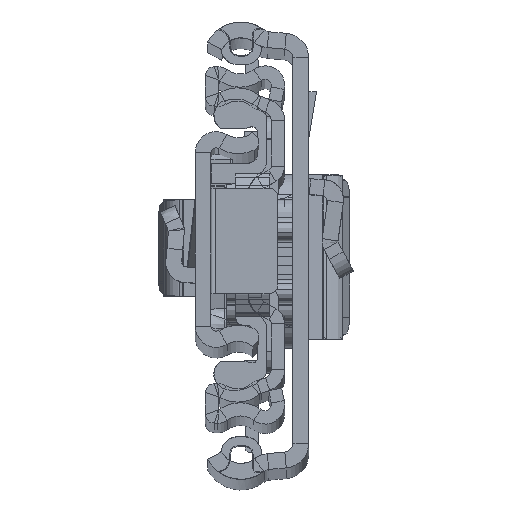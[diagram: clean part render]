
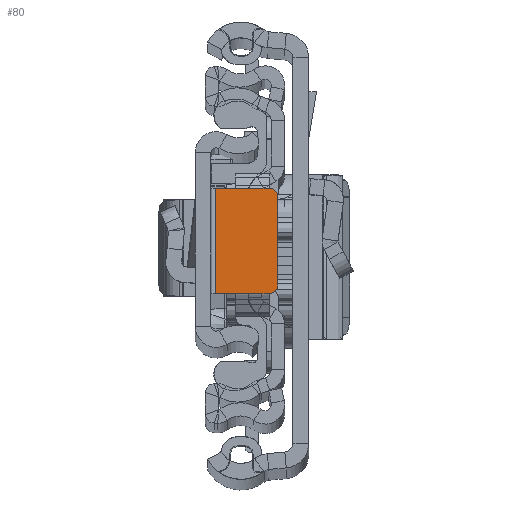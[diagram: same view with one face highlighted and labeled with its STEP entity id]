
A CAD part, top view. The second image highlights one B-rep face of the part: STEP entity #80.
In plain terms, the highlighted planar face has unit normal (0, 0, 1).
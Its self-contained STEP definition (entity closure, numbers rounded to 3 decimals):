
#16 = AXIS2_PLACEMENT_3D ( 'NONE', #26737, #15181, #29141 ) ;
#80 = ADVANCED_FACE ( 'NONE', ( #17884 ), #29244, .T. ) ;
#1368 = DIRECTION ( 'NONE',  ( 1., 0., 0. ) ) ;
#2574 = DIRECTION ( 'NONE',  ( 1., 0., 0. ) ) ;
#3262 = CARTESIAN_POINT ( 'NONE',  ( -8.4, 6.151, -6.8 ) ) ;
#3446 = AXIS2_PLACEMENT_3D ( 'NONE', #8723, #24852, #1368 ) ;
#3884 = CARTESIAN_POINT ( 'NONE',  ( -9.4, -4.849, -6.8 ) ) ;
#4226 = CARTESIAN_POINT ( 'NONE',  ( -9.4, 6.151, -6.8 ) ) ;
#4278 = VERTEX_POINT ( 'NONE', #9850 ) ;
#4349 = VECTOR ( 'NONE', #16530, 1000. ) ;
#4553 = CARTESIAN_POINT ( 'NONE',  ( -9.4, -5.849, -6.8 ) ) ;
#4671 = CARTESIAN_POINT ( 'NONE',  ( -2.3, 6.151, -6.8 ) ) ;
#5649 = DIRECTION ( 'NONE',  ( 0., -1., 0. ) ) ;
#5788 = CARTESIAN_POINT ( 'NONE',  ( -2.3, 6.151, -6.8 ) ) ;
#8723 = CARTESIAN_POINT ( 'NONE',  ( 0., 0., -6.8 ) ) ;
#9334 = VERTEX_POINT ( 'NONE', #3262 ) ;
#9672 = CIRCLE ( 'NONE', #16, 1. ) ;
#9788 = EDGE_CURVE ( 'NONE', #26934, #28432, #29705, .T. ) ;
#9850 = CARTESIAN_POINT ( 'NONE',  ( -8.4, -5.849, -6.8 ) ) ;
#10209 = LINE ( 'NONE', #5788, #15585 ) ;
#10620 = VECTOR ( 'NONE', #2574, 1000. ) ;
#10828 = EDGE_CURVE ( 'NONE', #26934, #4278, #9672, .T. ) ;
#11057 = EDGE_CURVE ( 'NONE', #15278, #4278, #14088, .T. ) ;
#11865 = ORIENTED_EDGE ( 'NONE', *, *, #19763, .T. ) ;
#13129 = ORIENTED_EDGE ( 'NONE', *, *, #11057, .F. ) ;
#14088 = LINE ( 'NONE', #4553, #4349 ) ;
#14458 = ORIENTED_EDGE ( 'NONE', *, *, #9788, .F. ) ;
#14538 = EDGE_CURVE ( 'NONE', #27875, #15278, #10209, .T. ) ;
#15025 = EDGE_LOOP ( 'NONE', ( #14458, #21958, #13129, #18060, #19654, #11865 ) ) ;
#15181 = DIRECTION ( 'NONE',  ( 0., 0., 1. ) ) ;
#15278 = VERTEX_POINT ( 'NONE', #28499 ) ;
#15502 = CARTESIAN_POINT ( 'NONE',  ( -9.4, 5.151, -6.8 ) ) ;
#15585 = VECTOR ( 'NONE', #5649, 1000. ) ;
#15827 = VECTOR ( 'NONE', #23189, 1000. ) ;
#16530 = DIRECTION ( 'NONE',  ( -1., 0., 0. ) ) ;
#17884 = FACE_OUTER_BOUND ( 'NONE', #15025, .T. ) ;
#18060 = ORIENTED_EDGE ( 'NONE', *, *, #14538, .F. ) ;
#19654 = ORIENTED_EDGE ( 'NONE', *, *, #23903, .F. ) ;
#19694 = DIRECTION ( 'NONE',  ( 0., 0., 1. ) ) ;
#19763 = EDGE_CURVE ( 'NONE', #9334, #28432, #27389, .T. ) ;
#20606 = AXIS2_PLACEMENT_3D ( 'NONE', #21974, #19694, #28939 ) ;
#21958 = ORIENTED_EDGE ( 'NONE', *, *, #10828, .T. ) ;
#21974 = CARTESIAN_POINT ( 'NONE',  ( -8.4, 5.151, -6.8 ) ) ;
#22903 = LINE ( 'NONE', #23360, #10620 ) ;
#23189 = DIRECTION ( 'NONE',  ( 0., 1., 0. ) ) ;
#23360 = CARTESIAN_POINT ( 'NONE',  ( -1.8, 6.151, -6.8 ) ) ;
#23903 = EDGE_CURVE ( 'NONE', #9334, #27875, #22903, .T. ) ;
#24852 = DIRECTION ( 'NONE',  ( 0., 0., 1. ) ) ;
#26737 = CARTESIAN_POINT ( 'NONE',  ( -8.4, -4.849, -6.8 ) ) ;
#26934 = VERTEX_POINT ( 'NONE', #3884 ) ;
#27389 = CIRCLE ( 'NONE', #20606, 1. ) ;
#27875 = VERTEX_POINT ( 'NONE', #4671 ) ;
#28432 = VERTEX_POINT ( 'NONE', #15502 ) ;
#28499 = CARTESIAN_POINT ( 'NONE',  ( -2.3, -5.849, -6.8 ) ) ;
#28939 = DIRECTION ( 'NONE',  ( 1., 0., 0. ) ) ;
#29141 = DIRECTION ( 'NONE',  ( 1., 0., 0. ) ) ;
#29244 = PLANE ( 'NONE',  #3446 ) ;
#29705 = LINE ( 'NONE', #4226, #15827 ) ;
